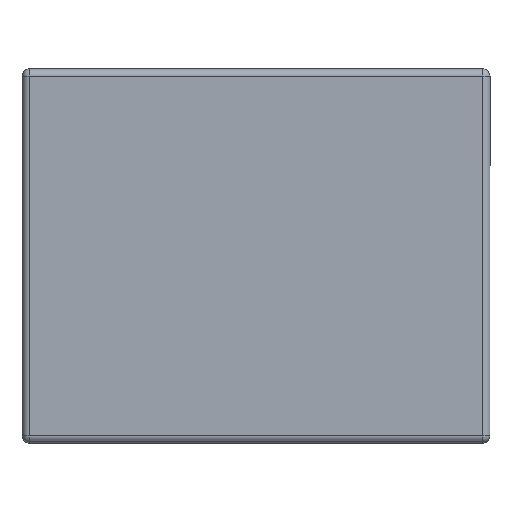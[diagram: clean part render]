
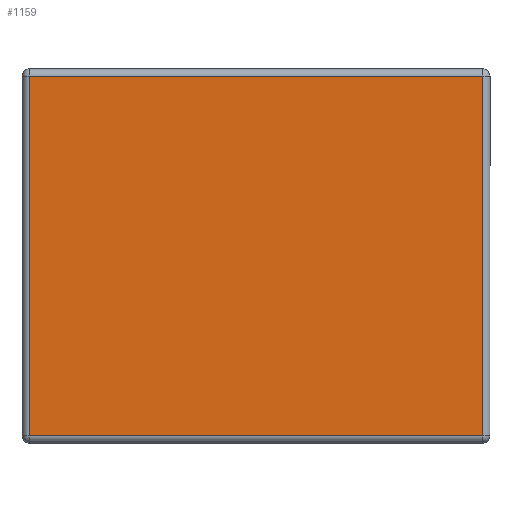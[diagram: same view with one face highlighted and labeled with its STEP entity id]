
A CAD part, left-side view. The second image highlights one B-rep face of the part: STEP entity #1159.
In plain terms, the highlighted planar face has unit normal (-1, 0, 0).
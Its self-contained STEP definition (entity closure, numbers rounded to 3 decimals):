
#199 = CARTESIAN_POINT ( 'NONE',  ( -1.6, -1.21, 1.96 ) ) ;
#200 = CARTESIAN_POINT ( 'NONE',  ( -1.6, 1.21, 1.96 ) ) ;
#204 = CARTESIAN_POINT ( 'NONE',  ( -1.6, 1.21, 0.04 ) ) ;
#205 = CARTESIAN_POINT ( 'NONE',  ( -1.6, -1.21, 0.04 ) ) ;
#262 = CARTESIAN_POINT ( 'NONE',  ( -1.6, 1.21, 0. ) ) ;
#276 = CARTESIAN_POINT ( 'NONE',  ( -1.6, 1.25, 1.96 ) ) ;
#277 = DIRECTION ( 'NONE',  ( 0., 1., 0. ) ) ;
#278 = DIRECTION ( 'NONE',  ( 0., 0., -1. ) ) ;
#279 = CARTESIAN_POINT ( 'NONE',  ( -1.6, -1.25, 0.04 ) ) ;
#280 = DIRECTION ( 'NONE',  ( 0., -1., 0. ) ) ;
#281 = CARTESIAN_POINT ( 'NONE',  ( -1.6, -1.21, 2. ) ) ;
#349 = PLANE ( 'NONE',  #595 ) ;
#368 = CARTESIAN_POINT ( 'NONE',  ( -1.6, 0., 0. ) ) ;
#369 = DIRECTION ( 'NONE',  ( -1., 0., 0. ) ) ;
#370 = DIRECTION ( 'NONE',  ( 0., 0., 1. ) ) ;
#595 = AXIS2_PLACEMENT_3D ( 'NONE', #368, #369, #370 ) ;
#697 = FACE_OUTER_BOUND ( 'NONE', #1370, .T. ) ;
#813 = LINE ( 'NONE', #262, #824 ) ;
#819 = LINE ( 'NONE', #276, #822 ) ;
#822 = VECTOR ( 'NONE', #277, 1000. ) ;
#823 = LINE ( 'NONE', #279, #826 ) ;
#824 = VECTOR ( 'NONE', #278, 1000. ) ;
#825 = LINE ( 'NONE', #281, #828 ) ;
#826 = VECTOR ( 'NONE', #280, 1000. ) ;
#828 = VECTOR ( 'NONE', #941, 1000. ) ;
#941 = DIRECTION ( 'NONE',  ( 0., 0., 1. ) ) ;
#1159 = ADVANCED_FACE ( 'NONE', ( #697 ), #349, .T. ) ;
#1328 = VERTEX_POINT ( 'NONE', #199 ) ;
#1329 = VERTEX_POINT ( 'NONE', #200 ) ;
#1333 = VERTEX_POINT ( 'NONE', #204 ) ;
#1334 = VERTEX_POINT ( 'NONE', #205 ) ;
#1370 = EDGE_LOOP ( 'NONE', ( #1560, #1557, #1552, #1555 ) ) ;
#1552 = ORIENTED_EDGE ( 'NONE', *, *, #1657, .T. ) ;
#1555 = ORIENTED_EDGE ( 'NONE', *, *, #1658, .T. ) ;
#1557 = ORIENTED_EDGE ( 'NONE', *, *, #1656, .T. ) ;
#1560 = ORIENTED_EDGE ( 'NONE', *, *, #1655, .T. ) ;
#1655 = EDGE_CURVE ( 'NONE', #1328, #1329, #819, .T. ) ;
#1656 = EDGE_CURVE ( 'NONE', #1329, #1333, #813, .T. ) ;
#1657 = EDGE_CURVE ( 'NONE', #1333, #1334, #823, .T. ) ;
#1658 = EDGE_CURVE ( 'NONE', #1334, #1328, #825, .T. ) ;
